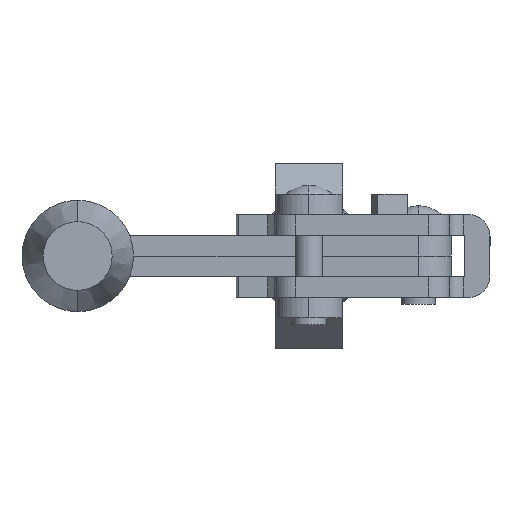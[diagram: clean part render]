
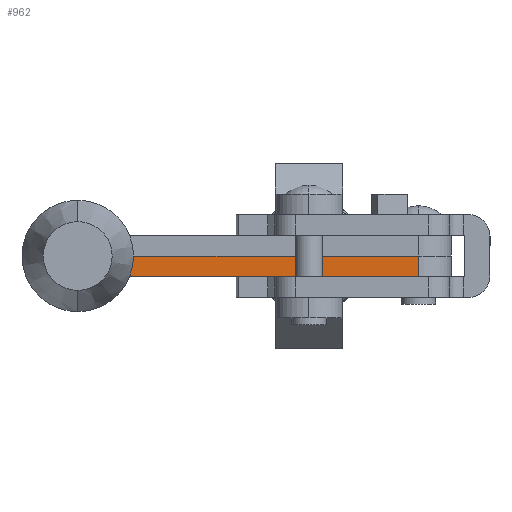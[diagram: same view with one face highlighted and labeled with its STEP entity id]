
A CAD part, front view. The second image highlights one B-rep face of the part: STEP entity #962.
In plain terms, the highlighted planar face has unit normal (0, -1, 0).
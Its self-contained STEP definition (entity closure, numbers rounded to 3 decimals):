
#78 = VECTOR ( 'NONE', #10219, 1000. ) ;
#82 = AXIS2_PLACEMENT_3D ( 'NONE', #2259, #8001, #3075 ) ;
#400 = ORIENTED_EDGE ( 'NONE', *, *, #10627, .T. ) ;
#424 = VERTEX_POINT ( 'NONE', #1825 ) ;
#539 = CARTESIAN_POINT ( 'NONE',  ( -51.175, 22.65, -3. ) ) ;
#582 = CARTESIAN_POINT ( 'NONE',  ( -51.801, 22.65, -2. ) ) ;
#650 = DIRECTION ( 'NONE',  ( 1., 0., 0. ) ) ;
#874 = EDGE_CURVE ( 'NONE', #8818, #1141, #6649, .T. ) ;
#884 = CARTESIAN_POINT ( 'NONE',  ( -56.601, 22.65, 0. ) ) ;
#962 = ADVANCED_FACE ( 'NONE', ( #5874 ), #10553, .T. ) ;
#1141 = VERTEX_POINT ( 'NONE', #1199 ) ;
#1199 = CARTESIAN_POINT ( 'NONE',  ( -51.801, 22.65, 0. ) ) ;
#1253 = LINE ( 'NONE', #7300, #5611 ) ;
#1397 = DIRECTION ( 'NONE',  ( 1., 0., 0. ) ) ;
#1454 = EDGE_LOOP ( 'NONE', ( #4704, #4844, #400, #2289, #3099, #6820, #5627 ) ) ;
#1481 = AXIS2_PLACEMENT_3D ( 'NONE', #582, #6331, #1397 ) ;
#1521 = DIRECTION ( 'NONE',  ( 1., 0., 0. ) ) ;
#1539 = EDGE_CURVE ( 'NONE', #8818, #9549, #6511, .T. ) ;
#1825 = CARTESIAN_POINT ( 'NONE',  ( -59.8, 22.65, -0.091 ) ) ;
#2027 = AXIS2_PLACEMENT_3D ( 'NONE', #10543, #5558, #650 ) ;
#2259 = CARTESIAN_POINT ( 'NONE',  ( -56.601, 22.65, 0. ) ) ;
#2289 = ORIENTED_EDGE ( 'NONE', *, *, #9660, .T. ) ;
#2353 = CIRCLE ( 'NONE', #82, 3.2 ) ;
#2930 = CARTESIAN_POINT ( 'NONE',  ( -7.1, 22.65, -3. ) ) ;
#3075 = DIRECTION ( 'NONE',  ( 1., 0., 0. ) ) ;
#3099 = ORIENTED_EDGE ( 'NONE', *, *, #8128, .T. ) ;
#3234 = CARTESIAN_POINT ( 'NONE',  ( -62.8, 22.65, -0.122 ) ) ;
#3460 = CARTESIAN_POINT ( 'NONE',  ( -59.8, 22.65, -0.091 ) ) ;
#3500 = DIRECTION ( 'NONE',  ( 1., 0., 0. ) ) ;
#4321 = VECTOR ( 'NONE', #5807, 1000. ) ;
#4369 = AXIS2_PLACEMENT_3D ( 'NONE', #9231, #8038, #3500 ) ;
#4638 = VERTEX_POINT ( 'NONE', #3234 ) ;
#4704 = ORIENTED_EDGE ( 'NONE', *, *, #1539, .F. ) ;
#4708 = CARTESIAN_POINT ( 'NONE',  ( -7.1, 22.65, 0. ) ) ;
#4844 = ORIENTED_EDGE ( 'NONE', *, *, #874, .T. ) ;
#4855 = CARTESIAN_POINT ( 'NONE',  ( -53.647, 22.65, -1.231 ) ) ;
#5105 = VERTEX_POINT ( 'NONE', #539 ) ;
#5558 = DIRECTION ( 'NONE',  ( 0., -1., 0. ) ) ;
#5611 = VECTOR ( 'NONE', #1521, 1000. ) ;
#5627 = ORIENTED_EDGE ( 'NONE', *, *, #7854, .T. ) ;
#5807 = DIRECTION ( 'NONE',  ( 0., 0., -1. ) ) ;
#5874 = FACE_OUTER_BOUND ( 'NONE', #1454, .T. ) ;
#6015 = VECTOR ( 'NONE', #9266, 1000. ) ;
#6331 = DIRECTION ( 'NONE',  ( 0., -1., 0. ) ) ;
#6511 = LINE ( 'NONE', #9166, #4321 ) ;
#6649 = LINE ( 'NONE', #884, #78 ) ;
#6820 = ORIENTED_EDGE ( 'NONE', *, *, #8837, .T. ) ;
#7300 = CARTESIAN_POINT ( 'NONE',  ( -51.175, 22.65, -3. ) ) ;
#7854 = EDGE_CURVE ( 'NONE', #5105, #9549, #1253, .T. ) ;
#8001 = DIRECTION ( 'NONE',  ( 0., 1., 0. ) ) ;
#8038 = DIRECTION ( 'NONE',  ( 0., -1., 0. ) ) ;
#8128 = EDGE_CURVE ( 'NONE', #424, #4638, #8486, .T. ) ;
#8486 = LINE ( 'NONE', #3460, #6015 ) ;
#8546 = VERTEX_POINT ( 'NONE', #4855 ) ;
#8818 = VERTEX_POINT ( 'NONE', #4708 ) ;
#8837 = EDGE_CURVE ( 'NONE', #4638, #5105, #10274, .T. ) ;
#9166 = CARTESIAN_POINT ( 'NONE',  ( -7.1, 22.65, 6.2 ) ) ;
#9231 = CARTESIAN_POINT ( 'NONE',  ( -56.601, 22.65, 0. ) ) ;
#9266 = DIRECTION ( 'NONE',  ( -1., 0., -0.01 ) ) ;
#9461 = CIRCLE ( 'NONE', #1481, 2. ) ;
#9549 = VERTEX_POINT ( 'NONE', #2930 ) ;
#9660 = EDGE_CURVE ( 'NONE', #8546, #424, #2353, .T. ) ;
#10219 = DIRECTION ( 'NONE',  ( -1., 0., 0. ) ) ;
#10274 = CIRCLE ( 'NONE', #2027, 6.2 ) ;
#10543 = CARTESIAN_POINT ( 'NONE',  ( -56.601, 22.65, 0. ) ) ;
#10553 = PLANE ( 'NONE',  #4369 ) ;
#10627 = EDGE_CURVE ( 'NONE', #1141, #8546, #9461, .T. ) ;
